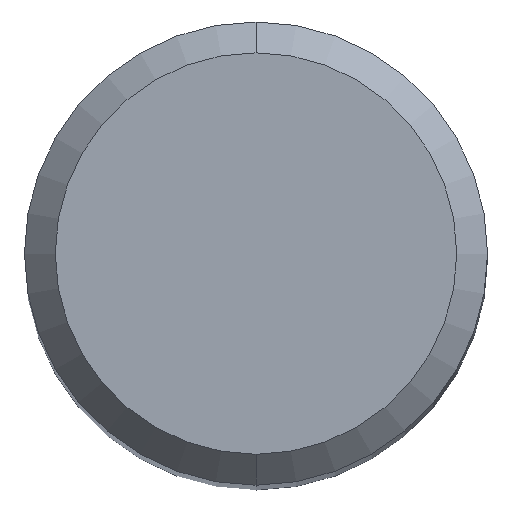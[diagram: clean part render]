
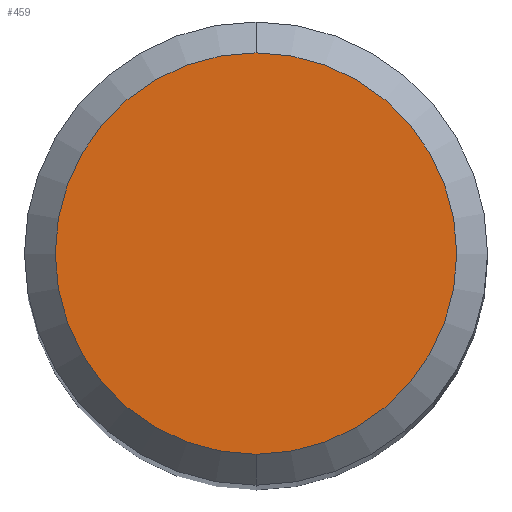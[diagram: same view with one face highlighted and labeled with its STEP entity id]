
A CAD part, top view. The second image highlights one B-rep face of the part: STEP entity #459.
In plain terms, the highlighted planar face has unit normal (0, 0, 1).
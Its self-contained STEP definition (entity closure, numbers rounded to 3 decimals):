
#201=EDGE_CURVE('',#275,#411,#528,.T.);
#275=VERTEX_POINT('',#607);
#351=EDGE_CURVE('',#411,#275,#695,.T.);
#411=VERTEX_POINT('',#765);
#459=ADVANCED_FACE('',(#818),#819,.T.);
#528=CIRCLE('',#902,2.6);
#607=CARTESIAN_POINT('',(0.,-2.6,0.0));
#695=CIRCLE('',#1159,2.6);
#765=CARTESIAN_POINT('',(0.0,2.6,0.0));
#818=FACE_OUTER_BOUND('',#1420,.T.);
#819=PLANE('',#1421);
#902=AXIS2_PLACEMENT_3D('',#1535,#1536,#1537);
#1159=AXIS2_PLACEMENT_3D('',#1741,#1742,#1743);
#1420=EDGE_LOOP('',(#1876,#1877));
#1421=AXIS2_PLACEMENT_3D('',#1878,#1879,#1880);
#1535=CARTESIAN_POINT('',(0.0,0.0,0.0));
#1536=DIRECTION('',(0.0,0.0,-1.0));
#1537=DIRECTION('',(0.0,1.0,0.0));
#1741=CARTESIAN_POINT('',(0.0,0.0,0.0));
#1742=DIRECTION('',(0.0,0.0,-1.0));
#1743=DIRECTION('',(0.0,1.0,0.0));
#1876=ORIENTED_EDGE('',*,*,#351,.F.);
#1877=ORIENTED_EDGE('',*,*,#201,.F.);
#1878=CARTESIAN_POINT('',(0.0,1.3,0.0));
#1879=DIRECTION('',(-0.0,0.0,1.0));
#1880=DIRECTION('',(0.0,-1.0,0.0));
